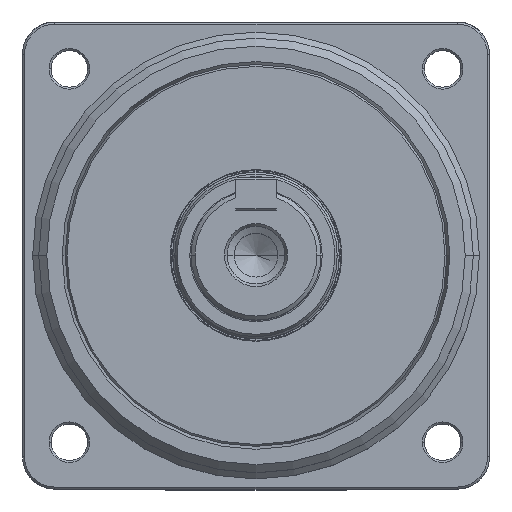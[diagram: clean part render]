
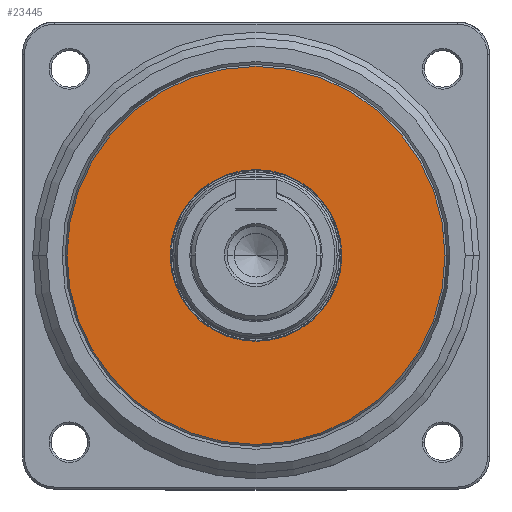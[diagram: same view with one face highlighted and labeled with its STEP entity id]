
A CAD part, top view. The second image highlights one B-rep face of the part: STEP entity #23445.
In plain terms, the highlighted planar face has unit normal (0, 0, 1).
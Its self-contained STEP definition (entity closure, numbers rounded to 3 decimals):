
#831 = CARTESIAN_POINT ( 'NONE',  ( -21.14, 0., 18. ) ) ;
#2355 = DIRECTION ( 'NONE',  ( 0., 0., -1. ) ) ;
#3027 = DIRECTION ( 'NONE',  ( 1., 0., 0. ) ) ;
#3615 = DIRECTION ( 'NONE',  ( 0., 0., 1. ) ) ;
#4801 = FACE_BOUND ( 'NONE', #26505, .T. ) ;
#5266 = AXIS2_PLACEMENT_3D ( 'NONE', #23693, #13323, #3027 ) ;
#6066 = DIRECTION ( 'NONE',  ( 1., 0., 0. ) ) ;
#6643 = ORIENTED_EDGE ( 'NONE', *, *, #20875, .T. ) ;
#7991 = EDGE_CURVE ( 'NONE', #14752, #14600, #22884, .T. ) ;
#8889 = ORIENTED_EDGE ( 'NONE', *, *, #22035, .T. ) ;
#9780 = CARTESIAN_POINT ( 'NONE',  ( 46.538, 0., 18. ) ) ;
#10231 = PLANE ( 'NONE',  #25071 ) ;
#10784 = CARTESIAN_POINT ( 'NONE',  ( 0., 0., 18. ) ) ;
#10939 = EDGE_LOOP ( 'NONE', ( #8889, #30126 ) ) ;
#11839 = DIRECTION ( 'NONE',  ( 1., 0., 0. ) ) ;
#12872 = CARTESIAN_POINT ( 'NONE',  ( 21.14, 0., 18. ) ) ;
#13197 = DIRECTION ( 'NONE',  ( 1., 0., 0. ) ) ;
#13323 = DIRECTION ( 'NONE',  ( 0., 0., 1. ) ) ;
#14600 = VERTEX_POINT ( 'NONE', #30840 ) ;
#14604 = DIRECTION ( 'NONE',  ( 0., 0., -1. ) ) ;
#14752 = VERTEX_POINT ( 'NONE', #9780 ) ;
#15013 = EDGE_CURVE ( 'NONE', #20093, #18081, #24776, .T. ) ;
#15450 = FACE_OUTER_BOUND ( 'NONE', #10939, .T. ) ;
#17225 = CARTESIAN_POINT ( 'NONE',  ( 0., 0., 18. ) ) ;
#17534 = ORIENTED_EDGE ( 'NONE', *, *, #15013, .T. ) ;
#17990 = AXIS2_PLACEMENT_3D ( 'NONE', #17225, #14604, #6066 ) ;
#18081 = VERTEX_POINT ( 'NONE', #12872 ) ;
#19264 = CIRCLE ( 'NONE', #5266, 46.538 ) ;
#20093 = VERTEX_POINT ( 'NONE', #831 ) ;
#20875 = EDGE_CURVE ( 'NONE', #18081, #20093, #26390, .T. ) ;
#22006 = AXIS2_PLACEMENT_3D ( 'NONE', #10784, #2355, #13197 ) ;
#22035 = EDGE_CURVE ( 'NONE', #14600, #14752, #19264, .T. ) ;
#22884 = CIRCLE ( 'NONE', #30182, 46.538 ) ;
#23445 = ADVANCED_FACE ( 'NONE', ( #4801, #15450 ), #10231, .T. ) ;
#23693 = CARTESIAN_POINT ( 'NONE',  ( 0., 0., 18. ) ) ;
#24776 = CIRCLE ( 'NONE', #22006, 21.14 ) ;
#24920 = DIRECTION ( 'NONE',  ( 1., 0., 0. ) ) ;
#25071 = AXIS2_PLACEMENT_3D ( 'NONE', #27001, #27533, #24920 ) ;
#26390 = CIRCLE ( 'NONE', #17990, 21.14 ) ;
#26505 = EDGE_LOOP ( 'NONE', ( #6643, #17534 ) ) ;
#27001 = CARTESIAN_POINT ( 'NONE',  ( 0., 0., 18. ) ) ;
#27533 = DIRECTION ( 'NONE',  ( 0., 0., 1. ) ) ;
#30126 = ORIENTED_EDGE ( 'NONE', *, *, #7991, .T. ) ;
#30182 = AXIS2_PLACEMENT_3D ( 'NONE', #30795, #3615, #11839 ) ;
#30795 = CARTESIAN_POINT ( 'NONE',  ( 0., 0., 18. ) ) ;
#30840 = CARTESIAN_POINT ( 'NONE',  ( -46.538, 0., 18. ) ) ;
